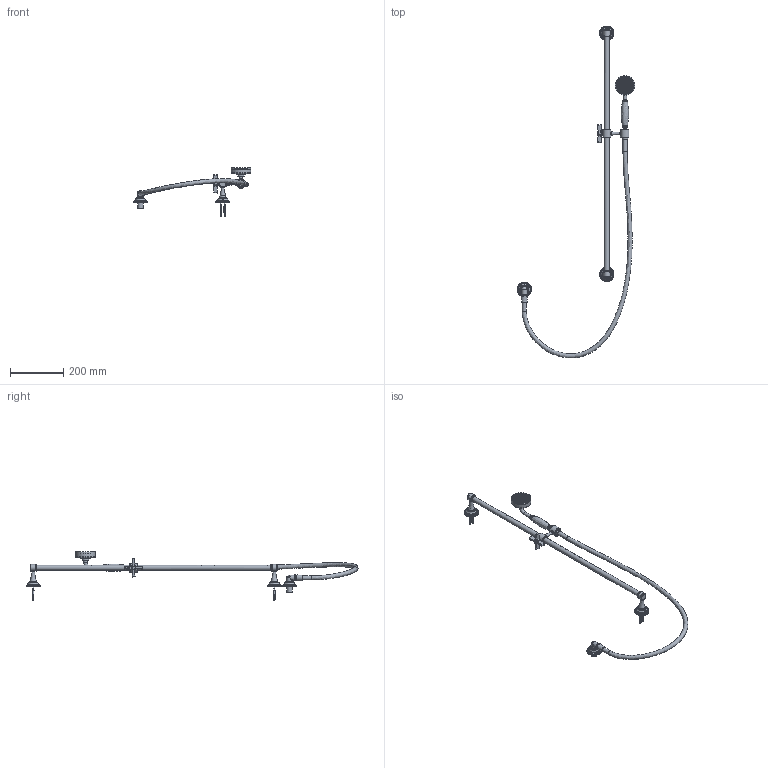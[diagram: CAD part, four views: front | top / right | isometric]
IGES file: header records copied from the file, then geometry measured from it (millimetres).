
Global section: file name: No Iges File Name specified; native system: Autodesk Inventor 2012; preprocessor: AutoDesk Inventor Iges Exporter R2012; author: adaniels; date: 20120917.111715; units: millimetre
Bounding box: 442.1 x 1247.3 x 181.87 mm (x, y, z)
Volume: 586411.3 mm3; surface area: 305919.2 mm2
Topology: 43 solids, 43 shells, 3422 faces, 7574 edges, 4486 vertices
Faces by surface type: plane 1363, cone 812, cylinder 643, revolution 332, bspline 213, torus 57, sphere 2
Full cylindrical faces by diameter (mm): 2.5 x168, 3.571 x1, 4 x5, 4.165 x4, 5 x2, 6.3 x1, 7 x2, 7.5 x1, 8 x2, 8.3 x4, 9.1 x1, 9.4 x1, 10.7 x1, 11.25 x2, 11.998 x1, 12.15 x2, 12.6 x1, 12.65 x1, 12.7 x5, 12.8 x1, 14.1 x1, 14.8 x1, 15.2 x3, 15.5 x2, 15.75 x1, 15.875 x2, 16.5 x1, 17.6 x1, 18.2 x1, 18.9 x1
